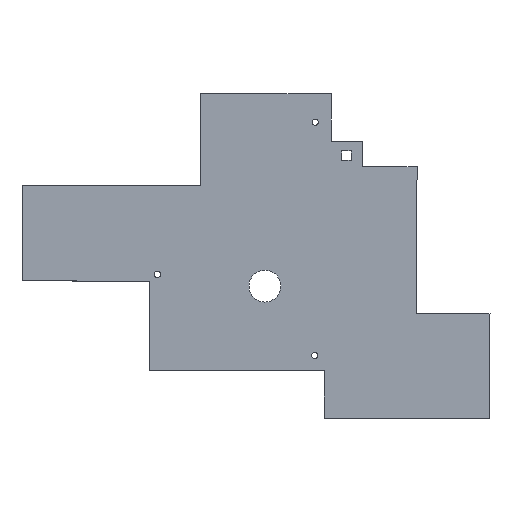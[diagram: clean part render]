
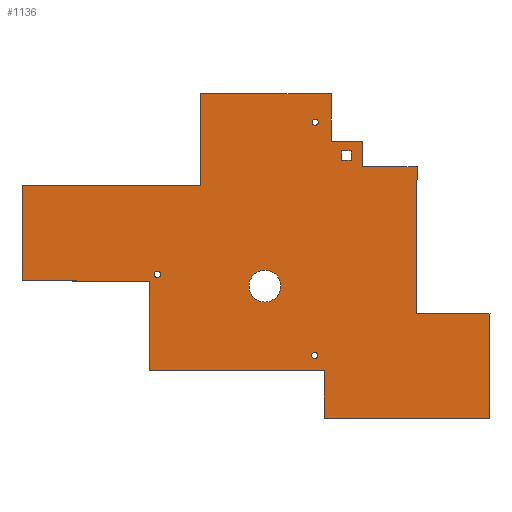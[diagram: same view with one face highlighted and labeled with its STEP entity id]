
A CAD part, top view. The second image highlights one B-rep face of the part: STEP entity #1136.
In plain terms, the highlighted planar face has unit normal (0, 0, 1).
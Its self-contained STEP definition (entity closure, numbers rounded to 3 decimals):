
#36=FACE_BOUND('',#173,.T.);
#37=FACE_BOUND('',#174,.T.);
#38=FACE_BOUND('',#175,.T.);
#39=FACE_BOUND('',#176,.T.);
#40=FACE_BOUND('',#177,.T.);
#74=PLANE('',#1207);
#113=FACE_OUTER_BOUND('',#172,.T.);
#172=EDGE_LOOP('',(#857,#858,#859,#860,#861,#862,#863,#864,#865,#866,#867,
#868,#869,#870,#871,#872));
#173=EDGE_LOOP('',(#873));
#174=EDGE_LOOP('',(#874));
#175=EDGE_LOOP('',(#875,#876,#877,#878));
#176=EDGE_LOOP('',(#879));
#177=EDGE_LOOP('',(#880));
#229=LINE('',#1623,#337);
#232=LINE('',#1629,#340);
#235=LINE('',#1635,#343);
#238=LINE('',#1639,#346);
#243=LINE('',#1659,#351);
#246=LINE('',#1665,#354);
#249=LINE('',#1671,#357);
#252=LINE('',#1677,#360);
#255=LINE('',#1683,#363);
#258=LINE('',#1689,#366);
#261=LINE('',#1695,#369);
#264=LINE('',#1701,#372);
#267=LINE('',#1707,#375);
#270=LINE('',#1713,#378);
#273=LINE('',#1719,#381);
#276=LINE('',#1725,#384);
#279=LINE('',#1731,#387);
#282=LINE('',#1737,#390);
#285=LINE('',#1743,#393);
#288=LINE('',#1747,#396);
#337=VECTOR('',#1302,10.);
#340=VECTOR('',#1307,10.);
#343=VECTOR('',#1312,10.);
#346=VECTOR('',#1317,10.);
#351=VECTOR('',#1336,10.);
#354=VECTOR('',#1341,10.);
#357=VECTOR('',#1346,10.);
#360=VECTOR('',#1351,10.);
#363=VECTOR('',#1356,10.);
#366=VECTOR('',#1361,10.);
#369=VECTOR('',#1366,10.);
#372=VECTOR('',#1371,10.);
#375=VECTOR('',#1376,10.);
#378=VECTOR('',#1381,10.);
#381=VECTOR('',#1386,10.);
#384=VECTOR('',#1391,10.);
#387=VECTOR('',#1396,10.);
#390=VECTOR('',#1401,10.);
#393=VECTOR('',#1406,10.);
#396=VECTOR('',#1411,10.);
#441=CIRCLE('',#1176,1.);
#443=CIRCLE('',#1179,1.);
#445=CIRCLE('',#1186,5.);
#447=CIRCLE('',#1189,1.);
#486=VERTEX_POINT('',#1605);
#488=VERTEX_POINT('',#1611);
#492=VERTEX_POINT('',#1620);
#493=VERTEX_POINT('',#1622);
#495=VERTEX_POINT('',#1628);
#497=VERTEX_POINT('',#1634);
#498=VERTEX_POINT('',#1641);
#500=VERTEX_POINT('',#1647);
#504=VERTEX_POINT('',#1656);
#505=VERTEX_POINT('',#1658);
#507=VERTEX_POINT('',#1664);
#509=VERTEX_POINT('',#1670);
#511=VERTEX_POINT('',#1676);
#513=VERTEX_POINT('',#1682);
#515=VERTEX_POINT('',#1688);
#517=VERTEX_POINT('',#1694);
#519=VERTEX_POINT('',#1700);
#521=VERTEX_POINT('',#1706);
#523=VERTEX_POINT('',#1712);
#525=VERTEX_POINT('',#1718);
#527=VERTEX_POINT('',#1724);
#529=VERTEX_POINT('',#1730);
#531=VERTEX_POINT('',#1736);
#533=VERTEX_POINT('',#1742);
#596=EDGE_CURVE('',#486,#486,#441,.T.);
#599=EDGE_CURVE('',#488,#488,#443,.T.);
#604=EDGE_CURVE('',#493,#492,#229,.T.);
#607=EDGE_CURVE('',#495,#493,#232,.T.);
#610=EDGE_CURVE('',#497,#495,#235,.T.);
#613=EDGE_CURVE('',#492,#497,#238,.T.);
#614=EDGE_CURVE('',#498,#498,#445,.T.);
#617=EDGE_CURVE('',#500,#500,#447,.T.);
#622=EDGE_CURVE('',#505,#504,#243,.T.);
#625=EDGE_CURVE('',#507,#505,#246,.T.);
#628=EDGE_CURVE('',#509,#507,#249,.T.);
#631=EDGE_CURVE('',#511,#509,#252,.T.);
#634=EDGE_CURVE('',#513,#511,#255,.T.);
#637=EDGE_CURVE('',#515,#513,#258,.T.);
#640=EDGE_CURVE('',#517,#515,#261,.T.);
#643=EDGE_CURVE('',#519,#517,#264,.T.);
#646=EDGE_CURVE('',#521,#519,#267,.T.);
#649=EDGE_CURVE('',#523,#521,#270,.T.);
#652=EDGE_CURVE('',#525,#523,#273,.T.);
#655=EDGE_CURVE('',#527,#525,#276,.T.);
#658=EDGE_CURVE('',#529,#527,#279,.T.);
#661=EDGE_CURVE('',#531,#529,#282,.T.);
#664=EDGE_CURVE('',#533,#531,#285,.T.);
#667=EDGE_CURVE('',#504,#533,#288,.T.);
#857=ORIENTED_EDGE('',*,*,#667,.T.);
#858=ORIENTED_EDGE('',*,*,#664,.T.);
#859=ORIENTED_EDGE('',*,*,#661,.T.);
#860=ORIENTED_EDGE('',*,*,#658,.T.);
#861=ORIENTED_EDGE('',*,*,#655,.T.);
#862=ORIENTED_EDGE('',*,*,#652,.T.);
#863=ORIENTED_EDGE('',*,*,#649,.T.);
#864=ORIENTED_EDGE('',*,*,#646,.T.);
#865=ORIENTED_EDGE('',*,*,#643,.T.);
#866=ORIENTED_EDGE('',*,*,#640,.T.);
#867=ORIENTED_EDGE('',*,*,#637,.T.);
#868=ORIENTED_EDGE('',*,*,#634,.T.);
#869=ORIENTED_EDGE('',*,*,#631,.T.);
#870=ORIENTED_EDGE('',*,*,#628,.T.);
#871=ORIENTED_EDGE('',*,*,#625,.T.);
#872=ORIENTED_EDGE('',*,*,#622,.T.);
#873=ORIENTED_EDGE('',*,*,#617,.T.);
#874=ORIENTED_EDGE('',*,*,#614,.T.);
#875=ORIENTED_EDGE('',*,*,#613,.T.);
#876=ORIENTED_EDGE('',*,*,#610,.T.);
#877=ORIENTED_EDGE('',*,*,#607,.T.);
#878=ORIENTED_EDGE('',*,*,#604,.T.);
#879=ORIENTED_EDGE('',*,*,#599,.T.);
#880=ORIENTED_EDGE('',*,*,#596,.T.);
#1136=ADVANCED_FACE('',(#113,#36,#37,#38,#39,#40),#74,.T.);
#1176=AXIS2_PLACEMENT_3D('',#1606,#1286,#1287);
#1179=AXIS2_PLACEMENT_3D('',#1612,#1293,#1294);
#1186=AXIS2_PLACEMENT_3D('',#1642,#1320,#1321);
#1189=AXIS2_PLACEMENT_3D('',#1648,#1327,#1328);
#1207=AXIS2_PLACEMENT_3D('',#1748,#1412,#1413);
#1286=DIRECTION('center_axis',(0.,0.,-1.));
#1287=DIRECTION('ref_axis',(1.,0.,0.));
#1293=DIRECTION('center_axis',(0.,0.,-1.));
#1294=DIRECTION('ref_axis',(1.,0.,0.));
#1302=DIRECTION('',(0.,-1.,0.));
#1307=DIRECTION('',(1.,0.,0.));
#1312=DIRECTION('',(0.,1.,0.));
#1317=DIRECTION('',(-1.,0.,0.));
#1320=DIRECTION('center_axis',(0.,0.,-1.));
#1321=DIRECTION('ref_axis',(1.,0.,0.));
#1327=DIRECTION('center_axis',(0.,0.,-1.));
#1328=DIRECTION('ref_axis',(1.,0.,0.));
#1336=DIRECTION('',(-1.,0.,0.));
#1341=DIRECTION('',(0.,1.,0.));
#1346=DIRECTION('',(-1.,0.,0.));
#1351=DIRECTION('',(0.,1.,0.));
#1356=DIRECTION('',(-1.,0.,0.));
#1361=DIRECTION('',(0.,1.,0.));
#1366=DIRECTION('',(-1.,0.,0.));
#1371=DIRECTION('',(0.,1.,0.));
#1376=DIRECTION('',(1.,0.,0.));
#1381=DIRECTION('',(0.,-1.,0.));
#1386=DIRECTION('',(1.,0.,0.));
#1391=DIRECTION('',(0.,-1.,0.));
#1396=DIRECTION('',(1.,0.,0.));
#1401=DIRECTION('',(0.,-1.,0.));
#1406=DIRECTION('',(-1.,0.,0.));
#1411=DIRECTION('',(0.,-1.,0.));
#1412=DIRECTION('center_axis',(0.,0.,1.));
#1413=DIRECTION('ref_axis',(1.,0.,0.));
#1605=CARTESIAN_POINT('',(137.7,-8.,7.1));
#1606=CARTESIAN_POINT('Origin',(138.7,-8.,7.1));
#1611=CARTESIAN_POINT('',(137.7,65.25,7.1));
#1612=CARTESIAN_POINT('Origin',(138.7,65.25,7.1));
#1620=CARTESIAN_POINT('',(150.,53.25,7.1));
#1622=CARTESIAN_POINT('',(150.,56.25,7.1));
#1623=CARTESIAN_POINT('',(150.,56.25,7.1));
#1628=CARTESIAN_POINT('',(147.,56.25,7.1));
#1629=CARTESIAN_POINT('',(147.,56.25,7.1));
#1634=CARTESIAN_POINT('',(147.,53.25,7.1));
#1635=CARTESIAN_POINT('',(147.,53.25,7.1));
#1639=CARTESIAN_POINT('',(150.,53.25,7.1));
#1641=CARTESIAN_POINT('',(118.,13.75,7.1));
#1642=CARTESIAN_POINT('Origin',(123.,13.75,7.1));
#1647=CARTESIAN_POINT('',(88.2,17.36,7.1));
#1648=CARTESIAN_POINT('Origin',(89.2,17.36,7.1));
#1656=CARTESIAN_POINT('',(102.7,74.25,7.1));
#1658=CARTESIAN_POINT('',(143.7,74.25,7.1));
#1659=CARTESIAN_POINT('',(102.7,74.25,7.1));
#1664=CARTESIAN_POINT('',(143.7,59.25,7.1));
#1665=CARTESIAN_POINT('',(143.7,74.25,7.1));
#1670=CARTESIAN_POINT('',(153.7,59.25,7.1));
#1671=CARTESIAN_POINT('',(143.7,59.25,7.1));
#1676=CARTESIAN_POINT('',(153.7,51.25,7.1));
#1677=CARTESIAN_POINT('',(153.7,59.25,7.1));
#1682=CARTESIAN_POINT('',(170.7,51.25,7.1));
#1683=CARTESIAN_POINT('',(153.7,51.25,7.1));
#1688=CARTESIAN_POINT('',(170.7,5.25,7.1));
#1689=CARTESIAN_POINT('',(170.7,74.25,7.1));
#1694=CARTESIAN_POINT('',(193.7,5.25,7.1));
#1695=CARTESIAN_POINT('',(170.7,5.25,7.1));
#1700=CARTESIAN_POINT('',(193.7,-27.75,7.1));
#1701=CARTESIAN_POINT('',(193.7,5.25,7.1));
#1706=CARTESIAN_POINT('',(141.7,-27.75,7.1));
#1707=CARTESIAN_POINT('',(193.7,-27.75,7.1));
#1712=CARTESIAN_POINT('',(141.7,-12.75,7.1));
#1713=CARTESIAN_POINT('',(141.7,-12.75,7.1));
#1718=CARTESIAN_POINT('',(86.7,-12.75,7.1));
#1719=CARTESIAN_POINT('',(86.7,-12.75,7.1));
#1724=CARTESIAN_POINT('',(86.7,15.25,7.1));
#1725=CARTESIAN_POINT('',(86.7,15.25,7.1));
#1730=CARTESIAN_POINT('',(46.7,15.25,7.1));
#1731=CARTESIAN_POINT('',(46.7,15.25,7.1));
#1736=CARTESIAN_POINT('',(46.7,45.25,7.1));
#1737=CARTESIAN_POINT('',(46.7,45.25,7.1));
#1742=CARTESIAN_POINT('',(102.7,45.25,7.1));
#1743=CARTESIAN_POINT('',(46.7,45.25,7.1));
#1747=CARTESIAN_POINT('',(102.7,74.25,7.1));
#1748=CARTESIAN_POINT('Origin',(120.2,23.25,7.1));
